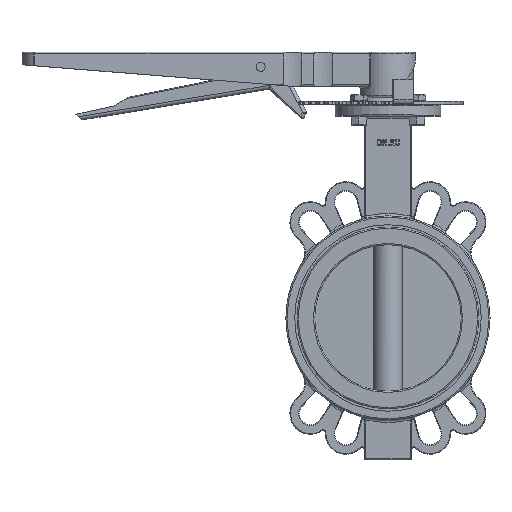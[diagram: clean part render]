
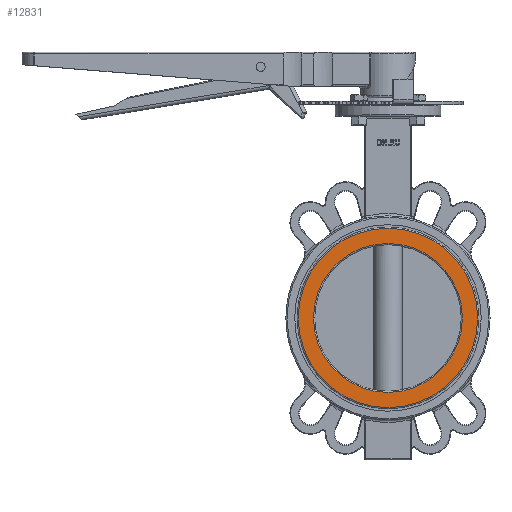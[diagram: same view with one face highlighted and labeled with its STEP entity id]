
A CAD part, top view. The second image highlights one B-rep face of the part: STEP entity #12831.
In plain terms, the highlighted planar face has unit normal (0, 0, 1).
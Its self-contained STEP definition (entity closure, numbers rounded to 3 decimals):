
#234=FACE_BOUND('',#3723,.T.);
#365=PLANE('',#14100);
#2959=FACE_OUTER_BOUND('',#3722,.T.);
#3722=EDGE_LOOP('',(#9797));
#3723=EDGE_LOOP('',(#9798));
#4742=CIRCLE('',#14096,63.5);
#4746=CIRCLE('',#14101,76.5);
#5610=VERTEX_POINT('',#24000);
#5613=VERTEX_POINT('',#24008);
#7117=EDGE_CURVE('',#5610,#5610,#4742,.T.);
#7121=EDGE_CURVE('',#5613,#5613,#4746,.T.);
#9797=ORIENTED_EDGE('',*,*,#7121,.F.);
#9798=ORIENTED_EDGE('',*,*,#7117,.F.);
#12831=ADVANCED_FACE('',(#2959,#234),#365,.T.);
#14096=AXIS2_PLACEMENT_3D('',#24001,#16558,#16559);
#14100=AXIS2_PLACEMENT_3D('',#24007,#16566,#16567);
#14101=AXIS2_PLACEMENT_3D('',#24009,#16568,#16569);
#16558=DIRECTION('center_axis',(0.,0.,1.));
#16559=DIRECTION('ref_axis',(-1.,0.,0.));
#16566=DIRECTION('center_axis',(0.,0.,1.));
#16567=DIRECTION('ref_axis',(1.,0.,0.));
#16568=DIRECTION('center_axis',(0.,0.,-1.));
#16569=DIRECTION('ref_axis',(-1.,0.,0.));
#24000=CARTESIAN_POINT('',(63.5,0.,29.));
#24001=CARTESIAN_POINT('Origin',(0.,0.,29.));
#24007=CARTESIAN_POINT('Origin',(0.,0.,29.));
#24008=CARTESIAN_POINT('',(-76.5,0.,29.));
#24009=CARTESIAN_POINT('Origin',(0.,0.,29.));
